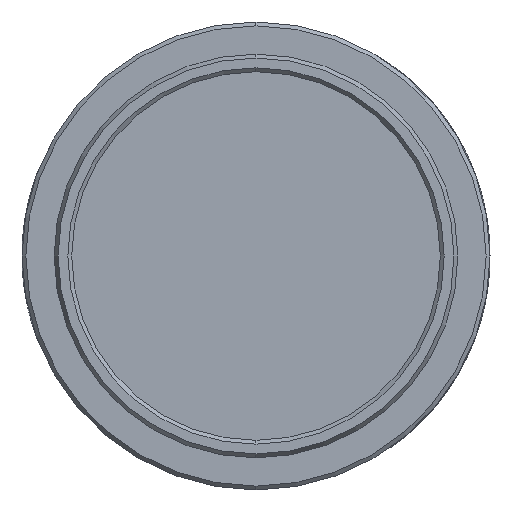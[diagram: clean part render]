
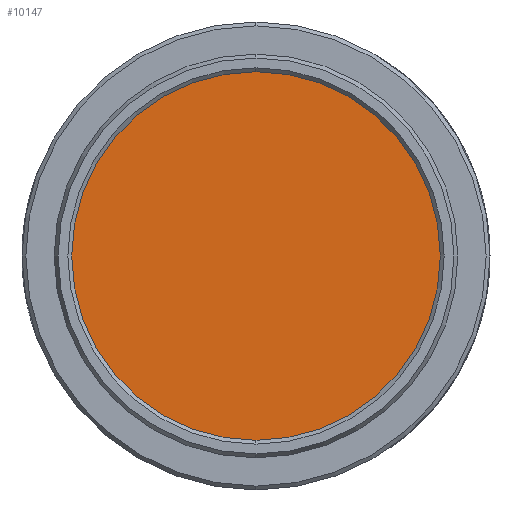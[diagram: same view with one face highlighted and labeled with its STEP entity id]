
A CAD part, left-side view. The second image highlights one B-rep face of the part: STEP entity #10147.
In plain terms, the highlighted planar face has unit normal (-1, 0, 0).
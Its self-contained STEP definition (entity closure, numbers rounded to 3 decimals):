
#900 = DIRECTION ( 'NONE',  ( 0., 0.994, 0.111 ) ) ;
#1928 = AXIS2_PLACEMENT_3D ( 'NONE', #2013, #10093, #3177 ) ;
#2013 = CARTESIAN_POINT ( 'NONE',  ( -2.667, 0., 0. ) ) ;
#3177 = DIRECTION ( 'NONE',  ( 0., 0.994, 0.111 ) ) ;
#4763 = ORIENTED_EDGE ( 'NONE', *, *, #14797, .T. ) ;
#5123 = DIRECTION ( 'NONE',  ( -1., 0., 0. ) ) ;
#5493 = CARTESIAN_POINT ( 'NONE',  ( -2.667, 0., 0. ) ) ;
#6494 = AXIS2_PLACEMENT_3D ( 'NONE', #12038, #5123, #13173 ) ;
#7423 = ORIENTED_EDGE ( 'NONE', *, *, #11368, .T. ) ;
#7515 = CIRCLE ( 'NONE', #6494, 12.559 ) ;
#7821 = DIRECTION ( 'NONE',  ( -1., 0., 0. ) ) ;
#8515 = VERTEX_POINT ( 'NONE', #8998 ) ;
#8998 = CARTESIAN_POINT ( 'NONE',  ( -2.667, -12.481, -1.391 ) ) ;
#10081 = PLANE ( 'NONE',  #12471 ) ;
#10093 = DIRECTION ( 'NONE',  ( -1., 0., 0. ) ) ;
#10147 = ADVANCED_FACE ( 'NONE', ( #13278 ), #10081, .T. ) ;
#10569 = EDGE_LOOP ( 'NONE', ( #4763, #7423 ) ) ;
#11368 = EDGE_CURVE ( 'NONE', #12248, #8515, #7515, .T. ) ;
#11924 = CIRCLE ( 'NONE', #1928, 12.559 ) ;
#12038 = CARTESIAN_POINT ( 'NONE',  ( -2.667, 0., 0. ) ) ;
#12248 = VERTEX_POINT ( 'NONE', #14175 ) ;
#12471 = AXIS2_PLACEMENT_3D ( 'NONE', #5493, #7821, #900 ) ;
#13173 = DIRECTION ( 'NONE',  ( 0., 0.994, 0.111 ) ) ;
#13278 = FACE_OUTER_BOUND ( 'NONE', #10569, .T. ) ;
#14175 = CARTESIAN_POINT ( 'NONE',  ( -2.667, 12.481, 1.391 ) ) ;
#14797 = EDGE_CURVE ( 'NONE', #8515, #12248, #11924, .T. ) ;
